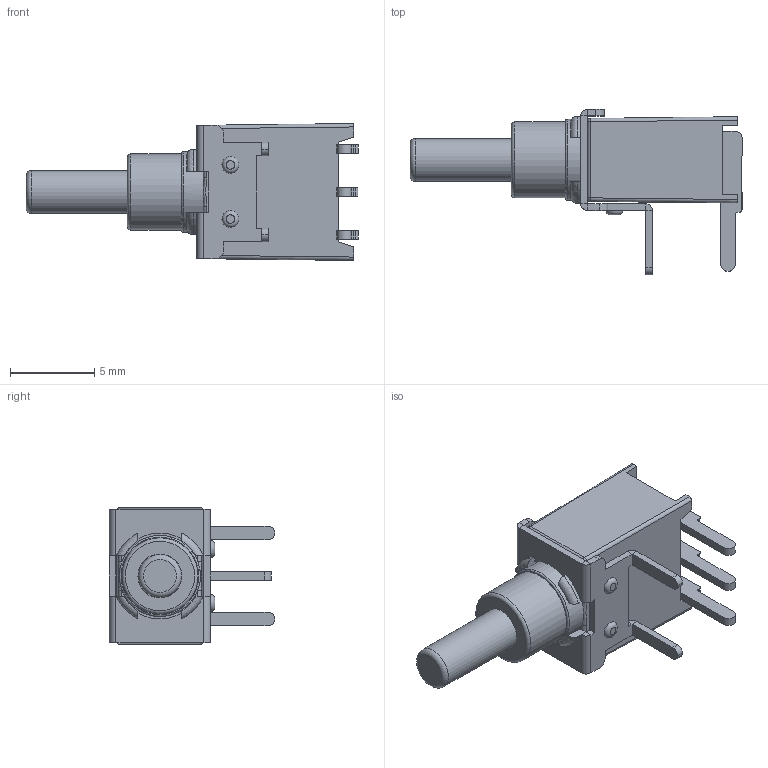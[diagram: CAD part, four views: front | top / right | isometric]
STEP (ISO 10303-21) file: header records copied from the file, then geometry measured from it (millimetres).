
FILE_DESCRIPTION (( 'STEP AP214' ), '1' );
FILE_NAME ('8AS816QE.STEP', '2016-04-15T07:01:32', ( 'user' ), ( 'Hewlett-Packard Company' ), 'SwSTEP 2.0', 'SolidWorks 2015', '' );
FILE_SCHEMA (( 'AUTOMOTIVE_DESIGN' ));
Length unit declared in the file: millimetre
Products named in the file (10): WTE009; CA028-2; 8AS816QE; CP027; WSP023-1; el013; WSU019; WHO069; wpu008; WTE092
Assembly tree (10 placements, depth 2):
  8AS816QE
    CA028-2
    WTE009  x2
    WTE092
    wpu008
    WHO069
    WSU019
    el013
    WSP023-1
    CP027
Bounding box: 19.65 x 9.8 x 8.1 mm (x, y, z)
Volume: 372.7 mm3; surface area: 1264.2 mm2
Topology: 10 solids, 10 shells, 447 faces, 1172 edges, 742 vertices
Faces by surface type: plane 273, cylinder 130, torus 19, bspline 12, sphere 8, cone 5
Full cylindrical faces by diameter (mm): 1.1 x1, 2.1 x1, 2.54 x1, 2.6 x1, 3.3 x1, 4.5 x1, 4.8 x1
Entity records: 14244 total; most frequent: CARTESIAN_POINT 3869, DIRECTION 2072, ORIENTED_EDGE 2060, EDGE_CURVE 1030, LINE 726, VECTOR 726, AXIS2_PLACEMENT_3D 673, VERTEX_POINT 666
